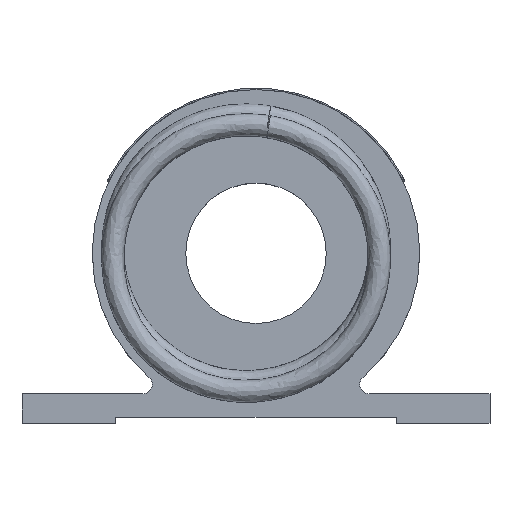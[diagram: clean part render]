
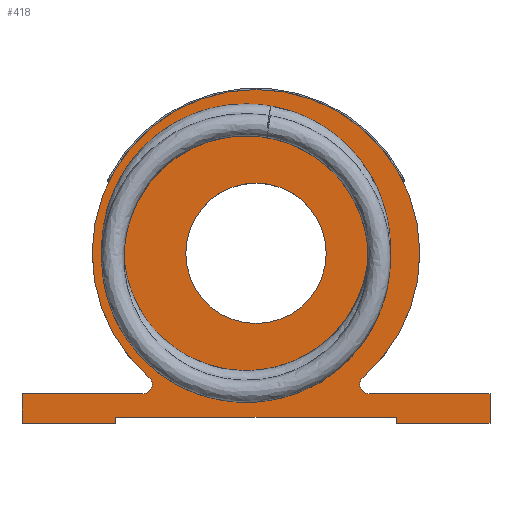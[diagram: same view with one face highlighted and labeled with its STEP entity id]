
A CAD part, top view. The second image highlights one B-rep face of the part: STEP entity #418.
In plain terms, the highlighted planar face has unit normal (0, 0, 1).
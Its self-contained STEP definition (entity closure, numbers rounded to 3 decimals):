
#275=CARTESIAN_POINT('',(9.525,0.0,12.7));
#276=VERTEX_POINT('',#275);
#277=CARTESIAN_POINT('',(0.0,0.0,12.7));
#278=DIRECTION('',(0.0,0.0,-1.0));
#279=DIRECTION('',(1.0,0.0,0.0));
#280=AXIS2_PLACEMENT_3D('',#277,#278,#279);
#281=CIRCLE('',#280,9.525);
#282=EDGE_CURVE('',#276,#276,#281,.T.);
#287=CARTESIAN_POINT('',(-34.925,-25.319,12.7));
#288=DIRECTION('',(0.0,0.0,1.0));
#289=DIRECTION('',(1.0,0.0,0.0));
#290=AXIS2_PLACEMENT_3D('',#287,#288,#289);
#291=PLANE('',#290);
#292=CARTESIAN_POINT('',(19.05,-22.225,12.7));
#293=VERTEX_POINT('',#292);
#294=CARTESIAN_POINT('',(19.05,-23.055,12.7));
#295=VERTEX_POINT('',#294);
#296=CARTESIAN_POINT('',(19.05,-22.225,12.7));
#297=DIRECTION('',(0.0,-1.0,0.0));
#298=VECTOR('',#297,0.83);
#299=LINE('',#296,#298);
#300=EDGE_CURVE('',#293,#295,#299,.T.);
#301=ORIENTED_EDGE('',*,*,#300,.T.);
#302=CARTESIAN_POINT('',(31.75,-23.055,12.7));
#303=VERTEX_POINT('',#302);
#304=CARTESIAN_POINT('',(31.75,-23.055,12.7));
#305=DIRECTION('',(-1.0,0.0,0.0));
#306=VECTOR('',#305,12.7);
#307=LINE('',#304,#306);
#308=EDGE_CURVE('',#303,#295,#307,.T.);
#309=ORIENTED_EDGE('',*,*,#308,.F.);
#310=CARTESIAN_POINT('',(31.75,-19.055,12.7));
#311=VERTEX_POINT('',#310);
#312=CARTESIAN_POINT('',(31.75,-19.055,12.7));
#313=DIRECTION('',(0.0,-1.0,0.0));
#314=VECTOR('',#313,4.0);
#315=LINE('',#312,#314);
#316=EDGE_CURVE('',#311,#303,#315,.T.);
#317=ORIENTED_EDGE('',*,*,#316,.F.);
#318=CARTESIAN_POINT('',(15.353,-19.055,12.7));
#319=VERTEX_POINT('',#318);
#320=CARTESIAN_POINT('',(31.75,-19.055,12.7));
#321=DIRECTION('',(-1.0,0.0,0.0));
#322=VECTOR('',#321,16.397);
#323=LINE('',#320,#322);
#324=EDGE_CURVE('',#311,#319,#323,.T.);
#325=ORIENTED_EDGE('',*,*,#324,.T.);
#326=CARTESIAN_POINT('',(14.523,-16.824,12.7));
#327=VERTEX_POINT('',#326);
#328=CARTESIAN_POINT('',(15.353,-17.785,12.7));
#329=DIRECTION('',(0.0,0.0,-1.0));
#330=DIRECTION('',(0.0,-1.0,0.0));
#331=AXIS2_PLACEMENT_3D('',#328,#329,#330);
#332=CIRCLE('',#331,1.27);
#333=EDGE_CURVE('',#319,#327,#332,.T.);
#334=ORIENTED_EDGE('',*,*,#333,.T.);
#335=CARTESIAN_POINT('',(-14.523,-16.824,12.7));
#336=VERTEX_POINT('',#335);
#337=CARTESIAN_POINT('',(0.0,0.0,12.7));
#338=DIRECTION('',(0.0,0.0,1.0));
#339=DIRECTION('',(0.653,-0.757,0.0));
#340=AXIS2_PLACEMENT_3D('',#337,#338,#339);
#341=CIRCLE('',#340,22.225);
#342=EDGE_CURVE('',#327,#336,#341,.T.);
#343=ORIENTED_EDGE('',*,*,#342,.T.);
#344=CARTESIAN_POINT('',(-15.353,-19.055,12.7));
#345=VERTEX_POINT('',#344);
#346=CARTESIAN_POINT('',(-15.353,-17.785,12.7));
#347=DIRECTION('',(0.0,0.0,-1.0));
#348=DIRECTION('',(0.653,0.757,0.0));
#349=AXIS2_PLACEMENT_3D('',#346,#347,#348);
#350=CIRCLE('',#349,1.27);
#351=EDGE_CURVE('',#336,#345,#350,.T.);
#352=ORIENTED_EDGE('',*,*,#351,.T.);
#353=CARTESIAN_POINT('',(-31.75,-19.055,12.7));
#354=VERTEX_POINT('',#353);
#355=CARTESIAN_POINT('',(-15.353,-19.055,12.7));
#356=DIRECTION('',(-1.0,0.0,0.0));
#357=VECTOR('',#356,16.397);
#358=LINE('',#355,#357);
#359=EDGE_CURVE('',#345,#354,#358,.T.);
#360=ORIENTED_EDGE('',*,*,#359,.T.);
#361=CARTESIAN_POINT('',(-31.75,-23.055,12.7));
#362=VERTEX_POINT('',#361);
#363=CARTESIAN_POINT('',(-31.75,-19.055,12.7));
#364=DIRECTION('',(0.0,-1.0,0.0));
#365=VECTOR('',#364,4.0);
#366=LINE('',#363,#365);
#367=EDGE_CURVE('',#354,#362,#366,.T.);
#368=ORIENTED_EDGE('',*,*,#367,.T.);
#369=CARTESIAN_POINT('',(-19.05,-23.055,12.7));
#370=VERTEX_POINT('',#369);
#371=CARTESIAN_POINT('',(-19.05,-23.055,12.7));
#372=DIRECTION('',(-1.0,0.0,0.0));
#373=VECTOR('',#372,12.7);
#374=LINE('',#371,#373);
#375=EDGE_CURVE('',#370,#362,#374,.T.);
#376=ORIENTED_EDGE('',*,*,#375,.F.);
#377=CARTESIAN_POINT('',(-19.05,-22.225,12.7));
#378=VERTEX_POINT('',#377);
#379=CARTESIAN_POINT('',(-19.05,-22.225,12.7));
#380=DIRECTION('',(0.0,-1.0,0.0));
#381=VECTOR('',#380,0.83);
#382=LINE('',#379,#381);
#383=EDGE_CURVE('',#378,#370,#382,.T.);
#384=ORIENTED_EDGE('',*,*,#383,.F.);
#385=CARTESIAN_POINT('',(-19.05,-22.225,12.7));
#386=DIRECTION('',(1.0,0.0,0.0));
#387=VECTOR('',#386,38.1);
#388=LINE('',#385,#387);
#389=EDGE_CURVE('',#378,#293,#388,.T.);
#390=ORIENTED_EDGE('',*,*,#389,.T.);
#391=EDGE_LOOP('',(#301,#309,#317,#325,#334,#343,#352,#360,#368,#376,#384,#390));
#392=FACE_OUTER_BOUND('',#391,.T.);
#393=ORIENTED_EDGE('',*,*,#282,.T.);
#394=EDGE_LOOP('',(#393));
#395=FACE_BOUND('',#394,.T.);
#396=CARTESIAN_POINT('',(6.5,-16.225,12.7));
#397=VERTEX_POINT('',#396);
#398=CARTESIAN_POINT('',(8.0,-16.225,12.7));
#399=DIRECTION('',(0.0,0.0,1.0));
#400=DIRECTION('',(-1.0,0.0,0.0));
#401=AXIS2_PLACEMENT_3D('',#398,#399,#400);
#402=CIRCLE('',#401,1.5);
#403=EDGE_CURVE('',#397,#397,#402,.T.);
#404=ORIENTED_EDGE('',*,*,#403,.F.);
#405=EDGE_LOOP('',(#404));
#406=FACE_BOUND('',#405,.T.);
#407=CARTESIAN_POINT('',(-6.5,-16.225,12.7));
#408=VERTEX_POINT('',#407);
#409=CARTESIAN_POINT('',(-8.0,-16.225,12.7));
#410=DIRECTION('',(0.0,0.0,1.0));
#411=DIRECTION('',(-1.0,0.0,0.0));
#412=AXIS2_PLACEMENT_3D('',#409,#410,#411);
#413=CIRCLE('',#412,1.5);
#414=EDGE_CURVE('',#408,#408,#413,.T.);
#415=ORIENTED_EDGE('',*,*,#414,.F.);
#416=EDGE_LOOP('',(#415));
#417=FACE_BOUND('',#416,.T.);
#418=ADVANCED_FACE('',(#392,#395,#406,#417),#291,.T.);
